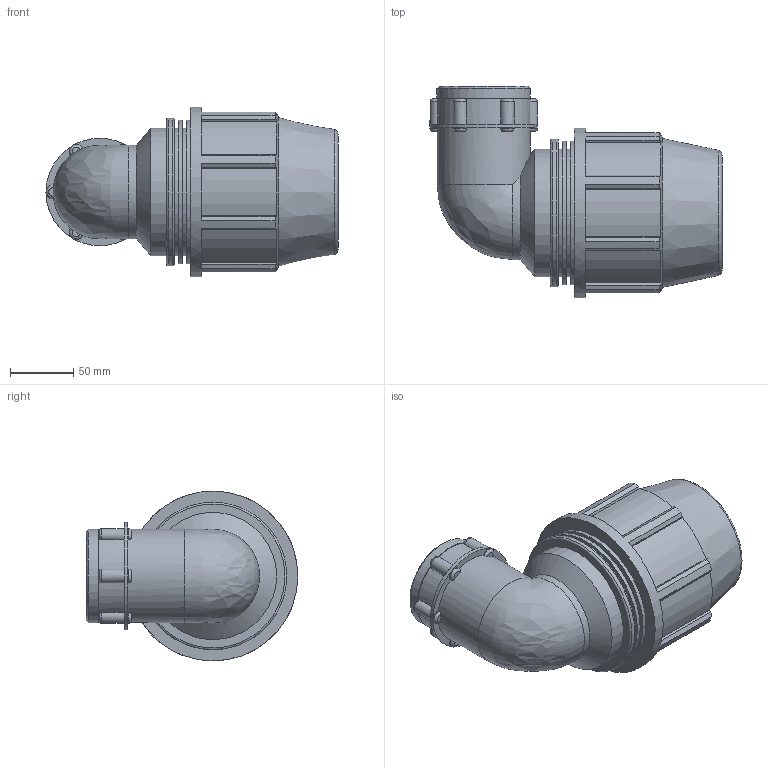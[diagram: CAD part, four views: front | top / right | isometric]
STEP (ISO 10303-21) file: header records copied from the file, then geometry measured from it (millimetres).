
FILE_DESCRIPTION(/* description */ ('PLASSON 90° ELBOW FEMALE ADAPTOR 75-2"'),/* implementation_level */ '2;1');
FILE_NAME(/* name */ '0715060750200A.ipt.stp',/* time_stamp */ '2018-03-25T20:10:59+03:00',/* author */ ('KIM'),/* organization */ (''),/* preprocessor_version */ 'ST-DEVELOPER v15.6',/* originating_system */ 'Autodesk Inventor 2015',/* authorisation */ '');
FILE_SCHEMA (('AUTOMOTIVE_DESIGN { 1 0 10303 214 3 1 1 }'));
Length unit declared in the file: millimetre
Products named in the file (1): 0715060750200A
Bounding box: 230.35 x 167 x 134 mm (x, y, z)
Volume: 1301300.3 mm3; surface area: 174497.4 mm2
Topology: 1 solids, 1 shells, 137 faces, 352 edges, 226 vertices
Faces by surface type: plane 71, cylinder 41, torus 15, cone 8, bspline 2
Full cylindrical faces by diameter (mm): 39.659 x1, 50.99 x1, 56.656 x1, 73.653 x2, 75 x1, 84.701 x1, 100.5 x3, 113.083 x2, 116.58 x1, 134 x1
Entity records: 4384 total; most frequent: CARTESIAN_POINT 1135, DIRECTION 704, ORIENTED_EDGE 640, EDGE_CURVE 320, AXIS2_PLACEMENT_3D 291, VERTEX_POINT 220, EDGE_LOOP 174, CIRCLE 153
